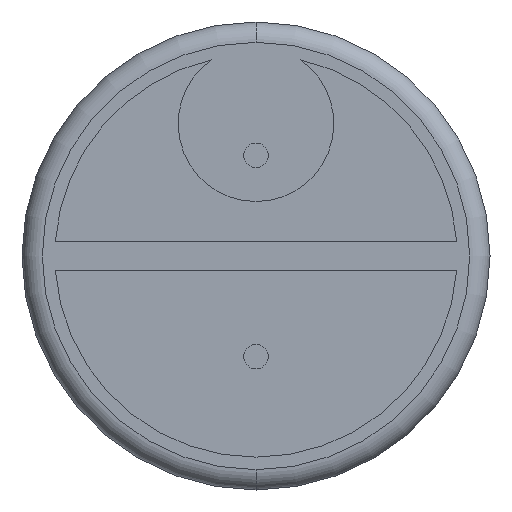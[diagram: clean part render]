
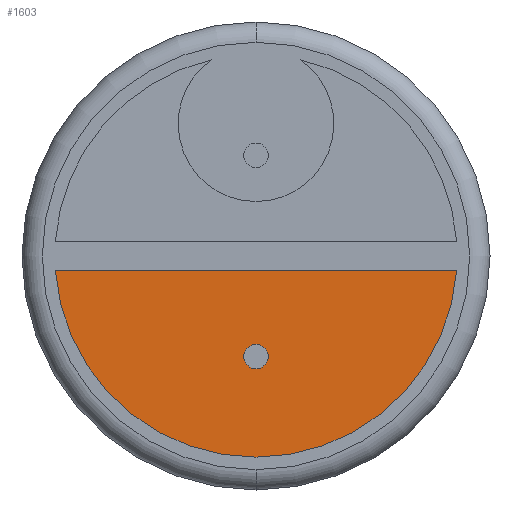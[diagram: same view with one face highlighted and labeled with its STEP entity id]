
A CAD part, front view. The second image highlights one B-rep face of the part: STEP entity #1603.
In plain terms, the highlighted planar face has unit normal (0, -1, 0).
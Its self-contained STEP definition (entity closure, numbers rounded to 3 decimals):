
#124 = VERTEX_POINT ( 'NONE', #1115 ) ;
#136 = VERTEX_POINT ( 'NONE', #1102 ) ;
#206 = DIRECTION ( 'NONE',  ( 0., -1., 0. ) ) ;
#444 = DIRECTION ( 'NONE',  ( 1., 0., 0. ) ) ;
#445 = CARTESIAN_POINT ( 'NONE',  ( 0., -0.2, -0.359 ) ) ;
#462 = PLANE ( 'NONE',  #3231 ) ;
#479 = DIRECTION ( 'NONE',  ( 0., 0., -1. ) ) ;
#481 = DIRECTION ( 'NONE',  ( 0., -1., 0. ) ) ;
#486 = CARTESIAN_POINT ( 'NONE',  ( 0., -0.2, 0. ) ) ;
#594 = DIRECTION ( 'NONE',  ( 0., 0., -1. ) ) ;
#596 = DIRECTION ( 'NONE',  ( 0., 1., 0. ) ) ;
#598 = CARTESIAN_POINT ( 'NONE',  ( 0., -0.2, -2.475 ) ) ;
#604 = VERTEX_POINT ( 'NONE', #1033 ) ;
#867 = DIRECTION ( 'NONE',  ( 0., 0., -1. ) ) ;
#869 = DIRECTION ( 'NONE',  ( 0., 1., 0. ) ) ;
#870 = DIRECTION ( 'NONE',  ( 0., 0., -1. ) ) ;
#880 = CARTESIAN_POINT ( 'NONE',  ( 0., -0.2, -2.475 ) ) ;
#992 = CARTESIAN_POINT ( 'NONE',  ( 0., -0.2, -2.775 ) ) ;
#1033 = CARTESIAN_POINT ( 'NONE',  ( 0., -0.2, -2.175 ) ) ;
#1102 = CARTESIAN_POINT ( 'NONE',  ( -4.937, -0.2, -0.359 ) ) ;
#1115 = CARTESIAN_POINT ( 'NONE',  ( 4.937, -0.2, -0.359 ) ) ;
#1177 = CARTESIAN_POINT ( 'NONE',  ( 0., -0.2, 0. ) ) ;
#1212 = VERTEX_POINT ( 'NONE', #992 ) ;
#1520 = AXIS2_PLACEMENT_3D ( 'NONE', #486, #481, #479 ) ;
#1603 = ADVANCED_FACE ( 'NONE', ( #2128, #2131 ), #462, .T. ) ;
#1743 = ORIENTED_EDGE ( 'NONE', *, *, #2956, .F. ) ;
#1744 = ORIENTED_EDGE ( 'NONE', *, *, #2952, .T. ) ;
#1745 = ORIENTED_EDGE ( 'NONE', *, *, #2893, .T. ) ;
#1879 = EDGE_LOOP ( 'NONE', ( #1745, #3316 ) ) ;
#1909 = EDGE_LOOP ( 'NONE', ( #1743, #1744 ) ) ;
#2022 = AXIS2_PLACEMENT_3D ( 'NONE', #880, #869, #867 ) ;
#2046 = AXIS2_PLACEMENT_3D ( 'NONE', #598, #596, #594 ) ;
#2128 = FACE_OUTER_BOUND ( 'NONE', #1909, .T. ) ;
#2131 = FACE_BOUND ( 'NONE', #1879, .T. ) ;
#2237 = CIRCLE ( 'NONE', #2022, 0.3 ) ;
#2294 = CIRCLE ( 'NONE', #2046, 0.3 ) ;
#2324 = CIRCLE ( 'NONE', #1520, 4.95 ) ;
#2327 = LINE ( 'NONE', #445, #2328 ) ;
#2328 = VECTOR ( 'NONE', #444, 1000. ) ;
#2893 = EDGE_CURVE ( 'NONE', #604, #1212, #2237, .T. ) ;
#2934 = EDGE_CURVE ( 'NONE', #1212, #604, #2294, .T. ) ;
#2952 = EDGE_CURVE ( 'NONE', #136, #124, #2324, .T. ) ;
#2956 = EDGE_CURVE ( 'NONE', #136, #124, #2327, .T. ) ;
#3231 = AXIS2_PLACEMENT_3D ( 'NONE', #1177, #206, #870 ) ;
#3316 = ORIENTED_EDGE ( 'NONE', *, *, #2934, .T. ) ;
